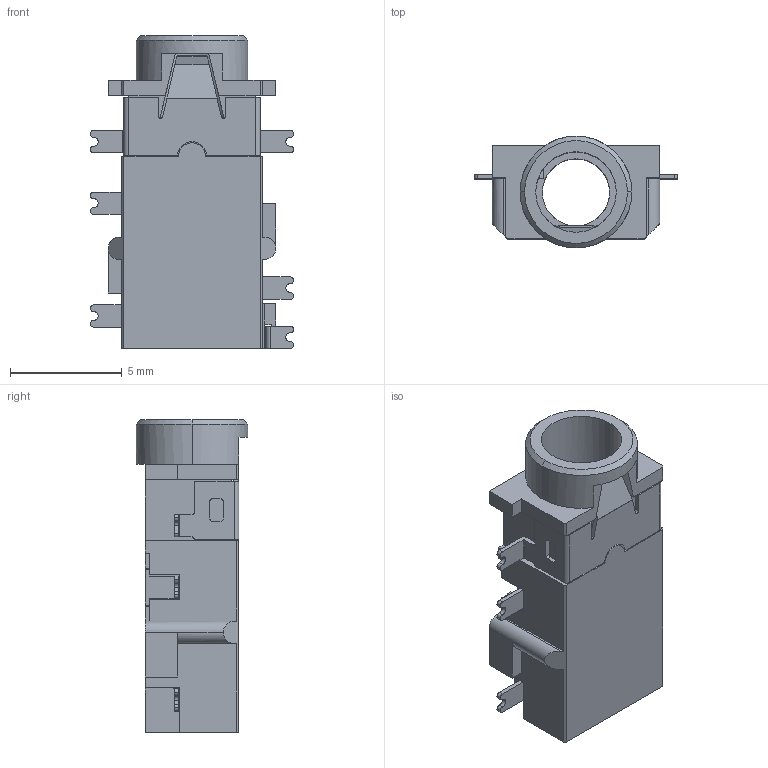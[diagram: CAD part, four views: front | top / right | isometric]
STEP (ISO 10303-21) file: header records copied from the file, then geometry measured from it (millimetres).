
FILE_DESCRIPTION(('STEP AP214'),'1');
FILE_NAME('sj-43504-smt-tr.stp','2018-05-31T17:32:18',('TraceParts'),('TraceParts S.A.'),'Spatial InterOp 3D',' ',' ');
FILE_SCHEMA(('automotive_design'));
Length unit declared in the file: millimetre
Products named in the file (9): sj-43504-smt-tr_1; sj-43504-smt-tr_2; sj-43504-smt-tr_3; sj-43504-smt-tr_4; sj-43504-smt-tr_5; sj-43504-smt-tr_6; sj-43504-smt-tr_7; sj-43504-smt-tr_8; sj-43504-smt-tr_9
Bounding box: 9.1 x 5 x 14 mm (x, y, z)
Volume: 213.8 mm3; surface area: 674.7 mm2
Topology: 9 solids, 9 shells, 304 faces, 850 edges, 561 vertices
Faces by surface type: plane 217, cylinder 85, cone 2
Entity records: 12385 total; most frequent: CARTESIAN_POINT 1773, ORIENTED_EDGE 1700, DIRECTION 1638, EDGE_CURVE 850, LINE 658, VECTOR 658, VERTEX_POINT 561, AXIS2_PLACEMENT_3D 490
